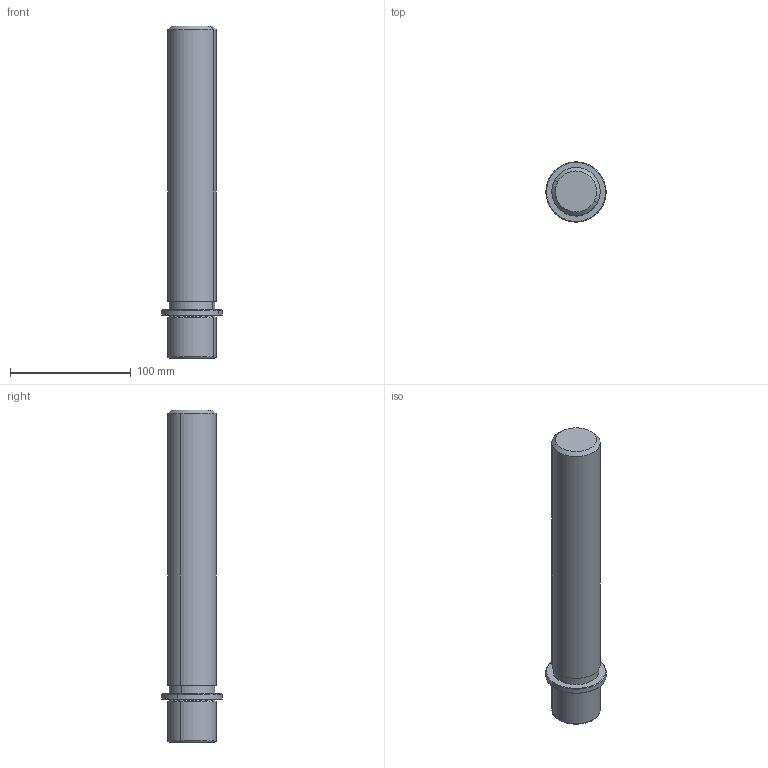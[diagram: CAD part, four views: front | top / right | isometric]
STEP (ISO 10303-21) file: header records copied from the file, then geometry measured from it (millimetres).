
FILE_DESCRIPTION(('CATIA V5 STEP Exchange'),'2;1');
FILE_NAME('RDCO100.40240.stp','2017-03-07T14:49:44+00:00',('none'),('none'),'CATIA Version 5 Release 19 GA (IN-10)','CATIA V5 STEP AP203','none');
FILE_SCHEMA(('CONFIG_CONTROL_DESIGN'));
Length unit declared in the file: millimetre
Products named in the file (1): RDCO100.40240
Bounding box: 49.99 x 49.99 x 275 mm (x, y, z)
Volume: 345119.5 mm3; surface area: 39582.5 mm2
Topology: 1 solids, 1 shells, 28 faces, 59 edges, 42 vertices
Faces by surface type: cylinder 12, cone 8, plane 6, torus 2
Entity records: 722 total; most frequent: CARTESIAN_POINT 121, ORIENTED_EDGE 108, DIRECTION 95, AXIS2_PLACEMENT_3D 55, EDGE_CURVE 54, CIRCLE 36, EDGE_LOOP 32, VERTEX_POINT 32
